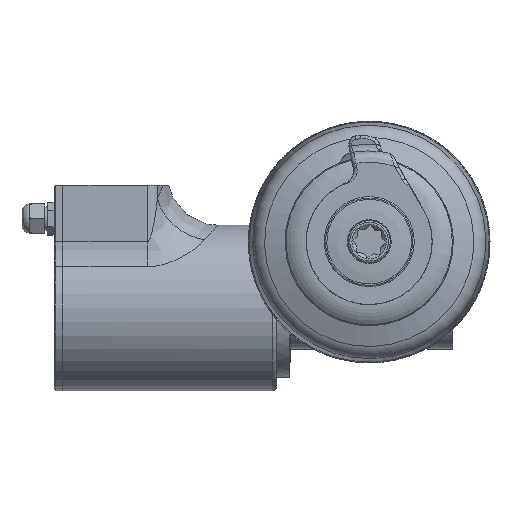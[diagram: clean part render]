
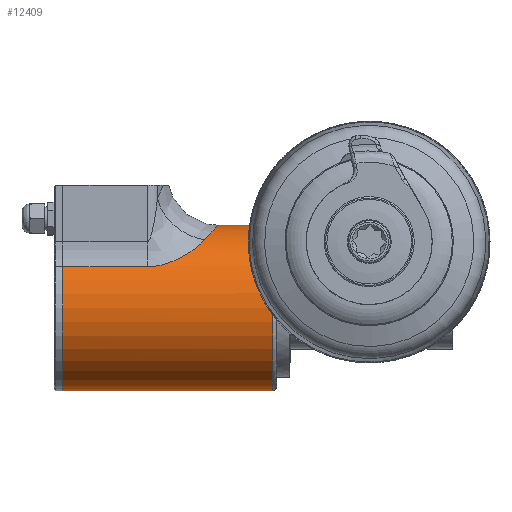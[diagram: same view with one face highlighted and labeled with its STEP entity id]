
A CAD part, top view. The second image highlights one B-rep face of the part: STEP entity #12409.
In plain terms, the highlighted cylindrical face has radius 62.5 mm (diameter 125 mm), a full revolution.
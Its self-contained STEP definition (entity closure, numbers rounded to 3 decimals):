
#495=LINE('',#22897,#1201);
#496=LINE('',#22933,#1202);
#1201=VECTOR('',#15617,63.955);
#1202=VECTOR('',#15618,63.955);
#1875=B_SPLINE_CURVE_WITH_KNOTS('',3,(#22899,#22900,#22901,#22902,#22903,
#22904,#22905,#22906,#22907,#22908),.UNSPECIFIED.,.F.,.F.,(4,1,1,1,1,1,
1,4),(0.,4.664,9.327,18.655,
27.982,46.637,51.301,65.292),
 .UNSPECIFIED.);
#1876=B_SPLINE_CURVE_WITH_KNOTS('',3,(#22910,#22911,#22912,#22913,#22914,
#22915,#22916,#22917,#22918,#22919,#22920,#22921),.UNSPECIFIED.,.F.,.F.,
(4,1,1,1,1,1,1,1,1,4),(0.,17.658,35.317,
44.146,52.975,70.634,79.463,92.706,
105.95,123.609),.UNSPECIFIED.);
#1877=B_SPLINE_CURVE_WITH_KNOTS('',3,(#22923,#22924,#22925,#22926,#22927,
#22928,#22929,#22930,#22931,#22932),.UNSPECIFIED.,.F.,.F.,(4,1,1,1,1,1,
1,4),(0.,18.64,27.96,37.28,
46.6,55.921,60.581,65.241),
 .UNSPECIFIED.);
#2401=FACE_BOUND('',#3540,.T.);
#2650=FACE_OUTER_BOUND('',#3539,.T.);
#3539=EDGE_LOOP('',(#9151,#9152,#9153,#9154,#9155,#9156));
#3540=EDGE_LOOP('',(#9157));
#4387=CIRCLE('',#13416,62.5);
#4388=CIRCLE('',#13418,62.5);
#5431=VERTEX_POINT('',#22890);
#5432=VERTEX_POINT('',#22893);
#5433=VERTEX_POINT('',#22894);
#5434=VERTEX_POINT('',#22896);
#5435=VERTEX_POINT('',#22898);
#5436=VERTEX_POINT('',#22909);
#5437=VERTEX_POINT('',#22922);
#6774=EDGE_CURVE('',#5431,#5431,#4387,.T.);
#6775=EDGE_CURVE('',#5432,#5433,#4388,.T.);
#6776=EDGE_CURVE('',#5433,#5434,#495,.T.);
#6777=EDGE_CURVE('',#5434,#5435,#1875,.T.);
#6778=EDGE_CURVE('',#5435,#5436,#1876,.T.);
#6779=EDGE_CURVE('',#5436,#5437,#1877,.T.);
#6780=EDGE_CURVE('',#5437,#5432,#496,.T.);
#9151=ORIENTED_EDGE('',*,*,#6775,.T.);
#9152=ORIENTED_EDGE('',*,*,#6776,.T.);
#9153=ORIENTED_EDGE('',*,*,#6777,.T.);
#9154=ORIENTED_EDGE('',*,*,#6778,.T.);
#9155=ORIENTED_EDGE('',*,*,#6779,.T.);
#9156=ORIENTED_EDGE('',*,*,#6780,.T.);
#9157=ORIENTED_EDGE('',*,*,#6774,.F.);
#11972=CYLINDRICAL_SURFACE('',#13417,62.5);
#12409=ADVANCED_FACE('',(#2650,#2401),#11972,.T.);
#13416=AXIS2_PLACEMENT_3D('',#22891,#15611,#15612);
#13417=AXIS2_PLACEMENT_3D('',#22892,#15613,#15614);
#13418=AXIS2_PLACEMENT_3D('',#22895,#15615,#15616);
#15611=DIRECTION('center_axis',(1.,0.,0.));
#15612=DIRECTION('ref_axis',(0.,1.,0.));
#15613=DIRECTION('center_axis',(1.,0.,0.));
#15614=DIRECTION('ref_axis',(0.,1.,0.));
#15615=DIRECTION('center_axis',(1.,0.,0.));
#15616=DIRECTION('ref_axis',(0.,-1.,0.));
#15617=DIRECTION('',(1.,0.,0.));
#15618=DIRECTION('',(-1.,0.,0.));
#22890=CARTESIAN_POINT('',(-73.,13.,-126.4));
#22891=CARTESIAN_POINT('Origin',(-73.,-49.5,-126.4));
#22892=CARTESIAN_POINT('Origin',(-70.,-49.5,-126.4));
#22893=CARTESIAN_POINT('',(-231.4,-18.482,-72.14));
#22894=CARTESIAN_POINT('',(-231.4,-18.482,-180.66));
#22895=CARTESIAN_POINT('Origin',(-231.4,-49.5,-126.4));
#22896=CARTESIAN_POINT('',(-167.445,-18.482,-180.66));
#22897=CARTESIAN_POINT('',(-70.,-18.482,-180.66));
#22898=CARTESIAN_POINT('',(-124.347,1.833,-162.053));
#22899=CARTESIAN_POINT('Ctrl Pts',(-167.445,-18.482,
-180.66));
#22900=CARTESIAN_POINT('Ctrl Pts',(-165.89,-18.482,
-180.66));
#22901=CARTESIAN_POINT('Ctrl Pts',(-162.75,-18.306,-180.56));
#22902=CARTESIAN_POINT('Ctrl Pts',(-156.758,-17.316,-179.985));
#22903=CARTESIAN_POINT('Ctrl Pts',(-149.981,-15.19,
-178.679));
#22904=CARTESIAN_POINT('Ctrl Pts',(-140.697,-10.907,
-175.701));
#22905=CARTESIAN_POINT('Ctrl Pts',(-134.134,-6.679,
-172.094));
#22906=CARTESIAN_POINT('Ctrl Pts',(-128.123,-2.021,
-167.16));
#22907=CARTESIAN_POINT('Ctrl Pts',(-125.714,0.251,
-164.331));
#22908=CARTESIAN_POINT('Ctrl Pts',(-124.347,1.833,-162.053));
#22909=CARTESIAN_POINT('',(-124.347,1.833,-90.747));
#22910=CARTESIAN_POINT('Ctrl Pts',(-124.347,1.833,-162.053));
#22911=CARTESIAN_POINT('Ctrl Pts',(-122.622,3.83,-159.179));
#22912=CARTESIAN_POINT('Ctrl Pts',(-119.389,7.407,-152.99));
#22913=CARTESIAN_POINT('Ctrl Pts',(-116.412,10.528,-144.455));
#22914=CARTESIAN_POINT('Ctrl Pts',(-114.874,12.111,-137.367));
#22915=CARTESIAN_POINT('Ctrl Pts',(-113.914,13.088,-130.043));
#22916=CARTESIAN_POINT('Ctrl Pts',(-113.928,13.074,-122.621));
#22917=CARTESIAN_POINT('Ctrl Pts',(-115.001,11.981,-114.473));
#22918=CARTESIAN_POINT('Ctrl Pts',(-116.714,10.217,-107.365));
#22919=CARTESIAN_POINT('Ctrl Pts',(-119.807,6.945,-99.02));
#22920=CARTESIAN_POINT('Ctrl Pts',(-122.622,3.83,-93.621));
#22921=CARTESIAN_POINT('Ctrl Pts',(-124.347,1.833,-90.747));
#22922=CARTESIAN_POINT('',(-167.445,-18.482,-72.14));
#22923=CARTESIAN_POINT('Ctrl Pts',(-124.347,1.833,-90.747));
#22924=CARTESIAN_POINT('Ctrl Pts',(-126.168,-0.274,
-87.712));
#22925=CARTESIAN_POINT('Ctrl Pts',(-130.074,-3.763,
-83.574));
#22926=CARTESIAN_POINT('Ctrl Pts',(-136.96,-8.493,
-79.158));
#22927=CARTESIAN_POINT('Ctrl Pts',(-143.031,-11.991,
-76.346));
#22928=CARTESIAN_POINT('Ctrl Pts',(-150.033,-15.207,
-74.109));
#22929=CARTESIAN_POINT('Ctrl Pts',(-156.767,-17.316,
-72.815));
#22930=CARTESIAN_POINT('Ctrl Pts',(-162.765,-18.309,
-72.239));
#22931=CARTESIAN_POINT('Ctrl Pts',(-165.892,-18.482,
-72.14));
#22932=CARTESIAN_POINT('Ctrl Pts',(-167.445,-18.482,-72.14));
#22933=CARTESIAN_POINT('',(-70.,-18.482,-72.14));
